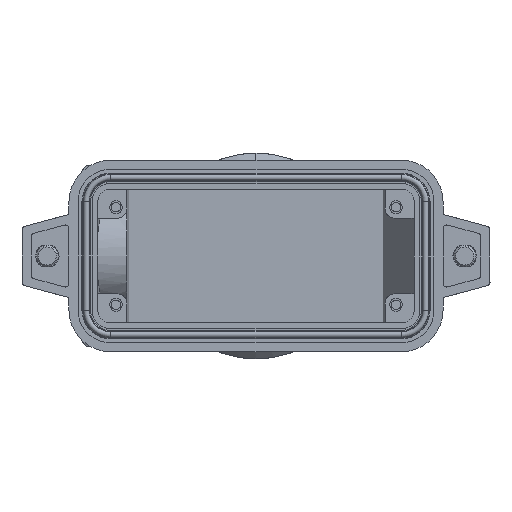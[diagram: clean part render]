
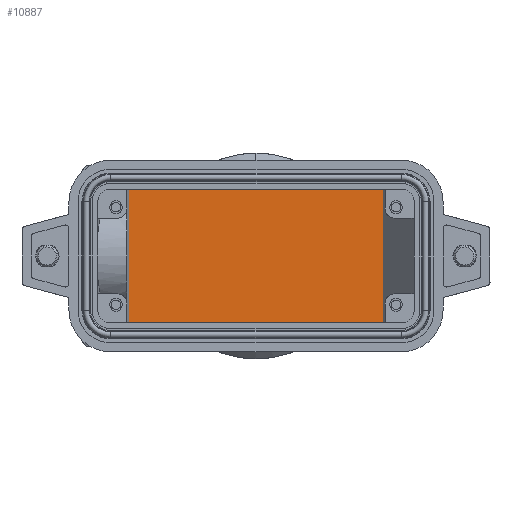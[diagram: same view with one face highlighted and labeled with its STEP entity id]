
A CAD part, front view. The second image highlights one B-rep face of the part: STEP entity #10887.
In plain terms, the highlighted planar face has unit normal (0, -1, 0).
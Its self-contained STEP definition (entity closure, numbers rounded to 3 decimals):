
#2290=DIRECTION('',(-1.,0.,0.));
#2291=VECTOR('',#2290,70.298);
#2292=CARTESIAN_POINT('',(35.149,145.,18.5));
#2293=LINE('',#2292,#2291);
#2294=DIRECTION('',(0.,0.,1.));
#2295=VECTOR('',#2294,37.);
#2296=CARTESIAN_POINT('',(35.149,145.,-18.5));
#2297=LINE('',#2296,#2295);
#2298=DIRECTION('',(1.,0.,0.));
#2299=VECTOR('',#2298,70.298);
#2300=CARTESIAN_POINT('',(-35.149,145.,-18.5));
#2301=LINE('',#2300,#2299);
#2669=DIRECTION('',(0.,0.,1.));
#2670=VECTOR('',#2669,37.);
#2671=CARTESIAN_POINT('',(-35.149,145.,-18.5));
#2672=LINE('',#2671,#2670);
#6175=CARTESIAN_POINT('',(35.149,145.,-18.5));
#6176=CARTESIAN_POINT('',(35.149,145.,18.5));
#6177=VERTEX_POINT('',#6175);
#6178=VERTEX_POINT('',#6176);
#6184=CARTESIAN_POINT('',(-35.149,145.,18.5));
#6186=VERTEX_POINT('',#6184);
#6225=CARTESIAN_POINT('',(-35.149,145.,-18.5));
#6226=VERTEX_POINT('',#6225);
#10874=CARTESIAN_POINT('',(35.149,145.,-18.5));
#10875=DIRECTION('',(0.,1.,0.));
#10876=DIRECTION('',(0.,0.,1.));
#10877=AXIS2_PLACEMENT_3D('',#10874,#10875,#10876);
#10878=PLANE('',#10877);
#10880=ORIENTED_EDGE('',*,*,#10879,.F.);
#10881=ORIENTED_EDGE('',*,*,#10854,.F.);
#10882=ORIENTED_EDGE('',*,*,#9741,.F.);
#10884=ORIENTED_EDGE('',*,*,#10883,.T.);
#10885=EDGE_LOOP('',(#10880,#10881,#10882,#10884));
#10886=FACE_OUTER_BOUND('',#10885,.F.);
#10887=ADVANCED_FACE('',(#10886),#10878,.F.);
#9741=EDGE_CURVE('',#6226,#6177,#2301,.T.);
#10854=EDGE_CURVE('',#6177,#6178,#2297,.T.);
#10879=EDGE_CURVE('',#6178,#6186,#2293,.T.);
#10883=EDGE_CURVE('',#6226,#6186,#2672,.T.);
